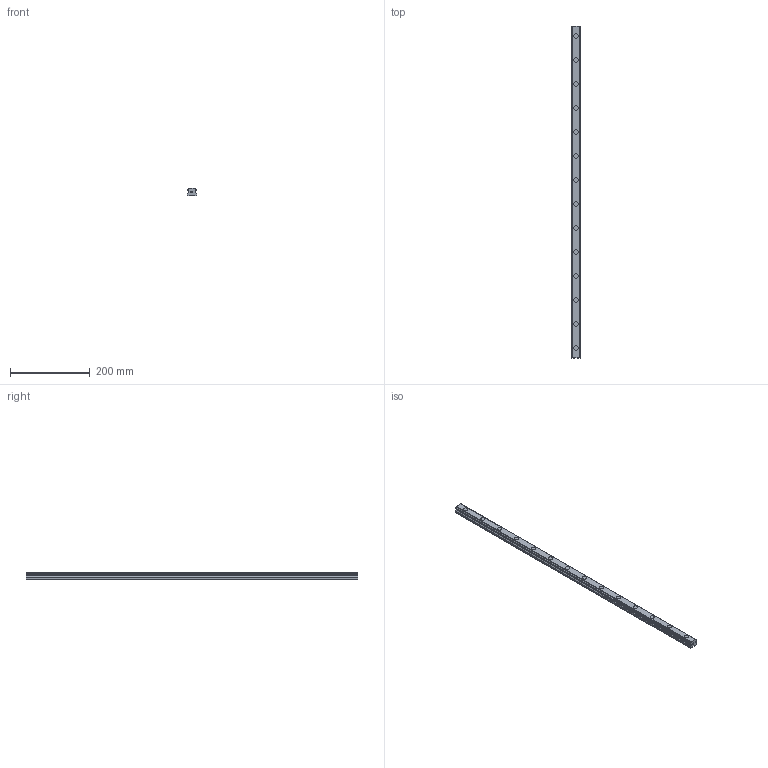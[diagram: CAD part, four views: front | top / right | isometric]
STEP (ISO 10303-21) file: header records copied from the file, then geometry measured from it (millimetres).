
FILE_DESCRIPTION(('STEP AP214'),'1');
FILE_NAME('cctmp_55C32D6E-3ADC-49A0-992B-3E4DD023964C_2021_02_09_16_29_24_0354..stp','2021-02-09T15:29:24',('HIWIN GmbH'),('CADClick - www.CADClick.com'),'Spatial InterOp 3D',' ','unknown authorization');
FILE_SCHEMA(('AUTOMOTIVE_DESIGN'));
Length unit declared in the file: millimetre
Products named in the file (1): EGR25R830C_FILE
Bounding box: 23 x 830 x 18 mm (x, y, z)
Volume: 285286.5 mm3; surface area: 77745.4 mm2
Topology: 1 solids, 1 shells, 273 faces, 717 edges, 478 vertices
Faces by surface type: plane 169, cylinder 104
Entity records: 10759 total; most frequent: DIRECTION 1585, CARTESIAN_POINT 1469, ORIENTED_EDGE 1434, EDGE_CURVE 717, AXIS2_PLACEMENT_3D 594, VERTEX_POINT 478, LINE 397, VECTOR 397
